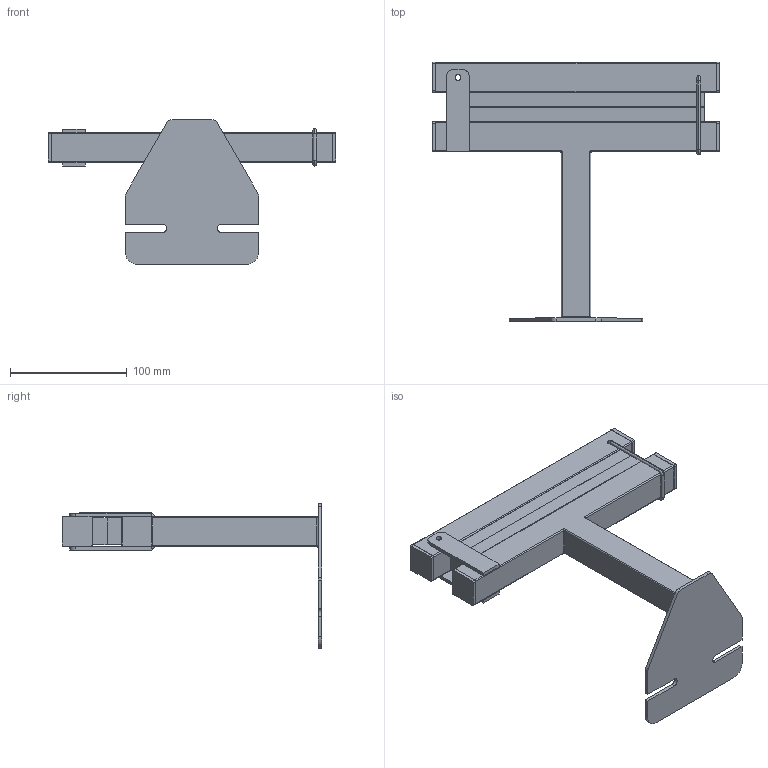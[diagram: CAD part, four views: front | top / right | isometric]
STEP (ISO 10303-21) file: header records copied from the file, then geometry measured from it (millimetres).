
FILE_DESCRIPTION (( 'STEP AP203' ), '1' );
FILE_NAME ('07CMS-1(M).STEP', '2023-04-26T02:07:39', ( '' ), ( '' ), 'SwSTEP 2.0', 'SolidWorks 2022', '' );
FILE_SCHEMA (( 'CONFIG_CONTROL_DESIGN' ));
Length unit declared in the file: millimetre
Products named in the file (1): 07CMS-1(M)
Bounding box: 246 x 221.8 x 124 mm (x, y, z)
Volume: 242839.5 mm3; surface area: 196217.6 mm2
Topology: 9 solids, 10 shells, 275 faces, 692 edges, 450 vertices
Faces by surface type: plane 157, cylinder 102, torus 16
Entity records: 8331 total; most frequent: DIRECTION 1470, CARTESIAN_POINT 1418, ORIENTED_EDGE 1384, EDGE_CURVE 692, AXIS2_PLACEMENT_3D 502, LINE 466, VECTOR 466, VERTEX_POINT 450
